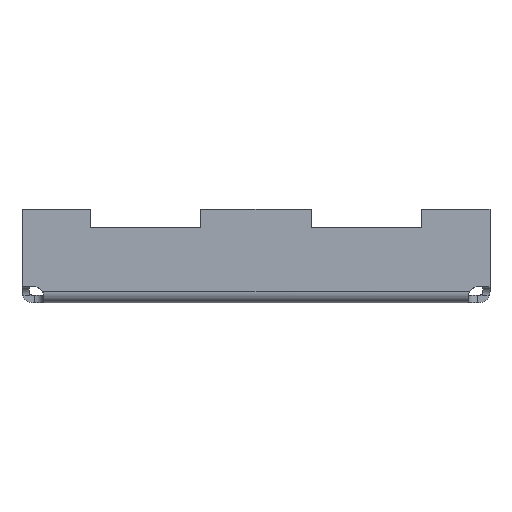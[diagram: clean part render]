
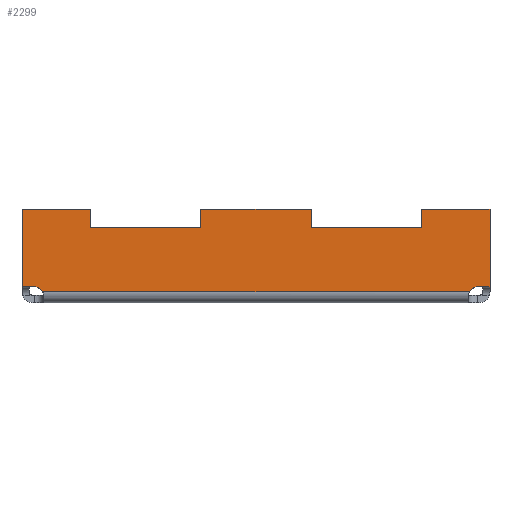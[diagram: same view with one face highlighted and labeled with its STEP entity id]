
A CAD part, front view. The second image highlights one B-rep face of the part: STEP entity #2299.
In plain terms, the highlighted planar face has unit normal (0, -1, 0).
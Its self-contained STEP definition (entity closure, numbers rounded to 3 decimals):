
#190=DIRECTION('',(1.,0.,0.));
#191=VECTOR('',#190,1.85);
#192=CARTESIAN_POINT('',(-6.35,-6.83,0.));
#193=LINE('',#192,#191);
#246=DIRECTION('',(1.,0.,0.));
#247=VECTOR('',#246,1.85);
#248=CARTESIAN_POINT('',(4.5,-6.83,0.));
#249=LINE('',#248,#247);
#290=DIRECTION('',(1.,0.,0.));
#291=VECTOR('',#290,3.);
#292=CARTESIAN_POINT('',(-1.5,-6.83,0.));
#293=LINE('',#292,#291);
#415=CARTESIAN_POINT('',(5.793,-6.83,-2.24));
#417=CARTESIAN_POINT('',(6.015,-6.83,-2.355));
#418=DIRECTION('',(0.,1.,0.));
#419=DIRECTION('',(-0.888,0.,0.46));
#420=AXIS2_PLACEMENT_3D('',#417,#418,#419);
#462=CARTESIAN_POINT('',(-6.015,-6.83,-2.355));
#463=DIRECTION('',(0.,1.,0.));
#464=DIRECTION('',(0.,0.,1.));
#465=AXIS2_PLACEMENT_3D('',#462,#463,#464);
#479=DIRECTION('',(-1.,0.,0.));
#480=VECTOR('',#479,11.585);
#481=CARTESIAN_POINT('',(5.793,-6.83,-2.24));
#482=LINE('',#481,#480);
#483=DIRECTION('',(1.,0.,0.));
#484=VECTOR('',#483,0.335);
#485=CARTESIAN_POINT('',(-6.35,-6.83,-2.105));
#486=LINE('',#485,#484);
#487=DIRECTION('',(0.,0.,-1.));
#488=VECTOR('',#487,2.105);
#489=CARTESIAN_POINT('',(-6.35,-6.83,0.));
#490=LINE('',#489,#488);
#491=DIRECTION('',(0.,0.,-1.));
#492=VECTOR('',#491,0.5);
#493=CARTESIAN_POINT('',(-4.5,-6.83,0.));
#494=LINE('',#493,#492);
#495=DIRECTION('',(1.,0.,0.));
#496=VECTOR('',#495,3.);
#497=CARTESIAN_POINT('',(-4.5,-6.83,-0.5));
#498=LINE('',#497,#496);
#499=DIRECTION('',(0.,0.,-1.));
#500=VECTOR('',#499,0.5);
#501=CARTESIAN_POINT('',(-1.5,-6.83,0.));
#502=LINE('',#501,#500);
#503=DIRECTION('',(0.,0.,-1.));
#504=VECTOR('',#503,0.5);
#505=CARTESIAN_POINT('',(1.5,-6.83,0.));
#506=LINE('',#505,#504);
#507=DIRECTION('',(1.,0.,0.));
#508=VECTOR('',#507,3.);
#509=CARTESIAN_POINT('',(1.5,-6.83,-0.5));
#510=LINE('',#509,#508);
#511=DIRECTION('',(0.,0.,-1.));
#512=VECTOR('',#511,0.5);
#513=CARTESIAN_POINT('',(4.5,-6.83,0.));
#514=LINE('',#513,#512);
#515=DIRECTION('',(1.,0.,0.));
#516=VECTOR('',#515,0.335);
#517=CARTESIAN_POINT('',(6.015,-6.83,-2.105));
#518=LINE('',#517,#516);
#1044=DIRECTION('',(0.,0.,-1.));
#1045=VECTOR('',#1044,2.105);
#1046=CARTESIAN_POINT('',(6.35,-6.83,0.));
#1047=LINE('',#1046,#1045);
#1514=CARTESIAN_POINT('',(-1.5,-6.83,0.));
#1516=VERTEX_POINT('',#1514);
#1518=CARTESIAN_POINT('',(-4.5,-6.83,0.));
#1520=VERTEX_POINT('',#1518);
#1522=CARTESIAN_POINT('',(4.5,-6.83,0.));
#1524=VERTEX_POINT('',#1522);
#1526=CARTESIAN_POINT('',(1.5,-6.83,0.));
#1528=VERTEX_POINT('',#1526);
#1538=CARTESIAN_POINT('',(-4.5,-6.83,-0.5));
#1539=CARTESIAN_POINT('',(-1.5,-6.83,-0.5));
#1540=VERTEX_POINT('',#1538);
#1541=VERTEX_POINT('',#1539);
#1542=CARTESIAN_POINT('',(1.5,-6.83,-0.5));
#1543=CARTESIAN_POINT('',(4.5,-6.83,-0.5));
#1544=VERTEX_POINT('',#1542);
#1545=VERTEX_POINT('',#1543);
#1596=CARTESIAN_POINT('',(-6.35,-6.83,0.));
#1597=VERTEX_POINT('',#1596);
#1598=CARTESIAN_POINT('',(6.35,-6.83,0.));
#1599=VERTEX_POINT('',#1598);
#1724=CARTESIAN_POINT('',(-6.35,-6.83,-2.105));
#1725=VERTEX_POINT('',#1724);
#1726=CARTESIAN_POINT('',(6.35,-6.83,-2.105));
#1727=VERTEX_POINT('',#1726);
#1755=CARTESIAN_POINT('',(6.015,-6.83,-2.105));
#1757=VERTEX_POINT('',#1755);
#1770=CARTESIAN_POINT('',(-6.015,-6.83,-2.105));
#1771=VERTEX_POINT('',#1770);
#1782=VERTEX_POINT('',#415);
#1861=CARTESIAN_POINT('',(-5.793,-6.83,-2.24));
#1862=VERTEX_POINT('',#1861);
#2268=CARTESIAN_POINT('',(-6.35,-6.83,0.));
#2269=DIRECTION('',(0.,-1.,0.));
#2270=DIRECTION('',(1.,0.,0.));
#2271=AXIS2_PLACEMENT_3D('',#2268,#2269,#2270);
#2272=PLANE('',#2271);
#2274=ORIENTED_EDGE('',*,*,#2273,.T.);
#2275=ORIENTED_EDGE('',*,*,#2258,.F.);
#2276=ORIENTED_EDGE('',*,*,#2145,.F.);
#2277=ORIENTED_EDGE('',*,*,#2056,.F.);
#2278=ORIENTED_EDGE('',*,*,#1919,.T.);
#2280=ORIENTED_EDGE('',*,*,#2279,.T.);
#2282=ORIENTED_EDGE('',*,*,#2281,.T.);
#2284=ORIENTED_EDGE('',*,*,#2283,.F.);
#2285=ORIENTED_EDGE('',*,*,#2009,.T.);
#2287=ORIENTED_EDGE('',*,*,#2286,.T.);
#2289=ORIENTED_EDGE('',*,*,#2288,.T.);
#2291=ORIENTED_EDGE('',*,*,#2290,.F.);
#2292=ORIENTED_EDGE('',*,*,#1971,.T.);
#2294=ORIENTED_EDGE('',*,*,#2293,.T.);
#2295=ORIENTED_EDGE('',*,*,#2127,.F.);
#2296=ORIENTED_EDGE('',*,*,#2209,.F.);
#2297=EDGE_LOOP('',(#2274,#2275,#2276,#2277,#2278,#2280,#2282,#2284,#2285,#2287,
#2289,#2291,#2292,#2294,#2295,#2296));
#2298=FACE_OUTER_BOUND('',#2297,.F.);
#421=CIRCLE('',#420,0.25);
#466=CIRCLE('',#465,0.25);
#1919=EDGE_CURVE('',#1597,#1520,#193,.T.);
#1971=EDGE_CURVE('',#1524,#1599,#249,.T.);
#2009=EDGE_CURVE('',#1516,#1528,#293,.T.);
#2056=EDGE_CURVE('',#1597,#1725,#490,.T.);
#2127=EDGE_CURVE('',#1757,#1727,#518,.T.);
#2145=EDGE_CURVE('',#1725,#1771,#486,.T.);
#2209=EDGE_CURVE('',#1782,#1757,#421,.T.);
#2258=EDGE_CURVE('',#1771,#1862,#466,.T.);
#2273=EDGE_CURVE('',#1782,#1862,#482,.T.);
#2279=EDGE_CURVE('',#1520,#1540,#494,.T.);
#2281=EDGE_CURVE('',#1540,#1541,#498,.T.);
#2283=EDGE_CURVE('',#1516,#1541,#502,.T.);
#2286=EDGE_CURVE('',#1528,#1544,#506,.T.);
#2288=EDGE_CURVE('',#1544,#1545,#510,.T.);
#2290=EDGE_CURVE('',#1524,#1545,#514,.T.);
#2293=EDGE_CURVE('',#1599,#1727,#1047,.T.);
#2299=ADVANCED_FACE('',(#2298),#2272,.T.);
